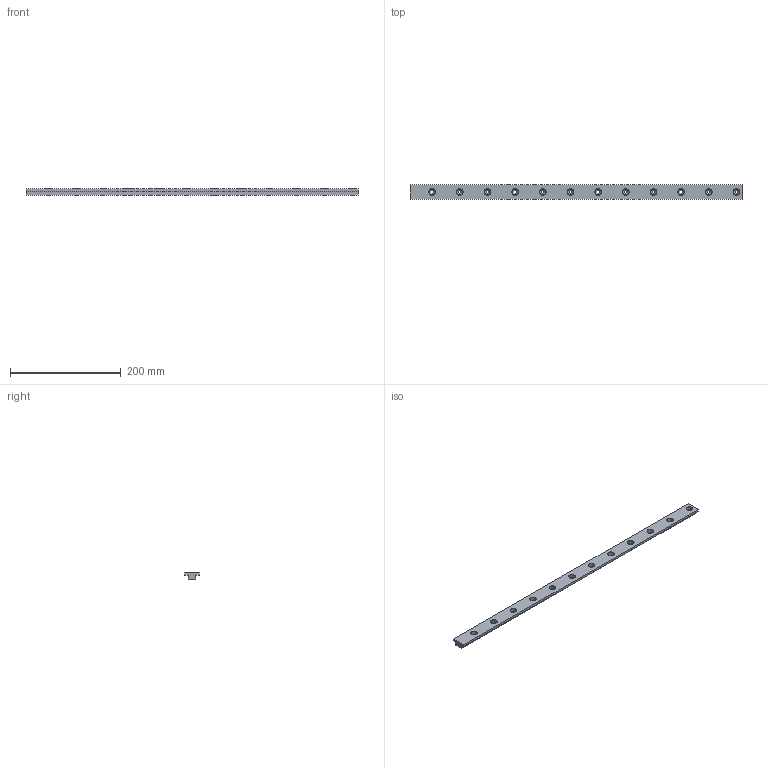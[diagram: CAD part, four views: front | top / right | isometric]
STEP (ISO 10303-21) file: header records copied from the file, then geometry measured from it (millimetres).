
FILE_DESCRIPTION(/* description */ (''),/* implementation_level */ '2;1');
FILE_NAME(/* name */ '602.211.stp',/* time_stamp */ '2016-01-18T16:13:11+01:00',/* author */ ('carmine'),/* organization */ (''),/* preprocessor_version */ 'ST-DEVELOPER v16.1',/* originating_system */ 'Autodesk Inventor 2016',/* authorisation */ '');
FILE_SCHEMA (('AUTOMOTIVE_DESIGN { 1 0 10303 214 3 1 1 }'));
Length unit declared in the file: millimetre
Products named in the file (1): 26x4 L. 600 p50
Bounding box: 600 x 26 x 11 mm (x, y, z)
Volume: 111405.7 mm3; surface area: 47528.9 mm2
Topology: 1 solids, 1 shells, 58 faces, 132 edges, 76 vertices
Faces by surface type: cone 24, cylinder 24, plane 10
Full cylindrical faces by diameter (mm): 5.5 x12, 11 x12
Entity records: 1498 total; most frequent: DIRECTION 262, CARTESIAN_POINT 219, ORIENTED_EDGE 168, EDGE_LOOP 130, AXIS2_PLACEMENT_3D 119, EDGE_CURVE 84, VERTEX_POINT 76, FACE_BOUND 72
